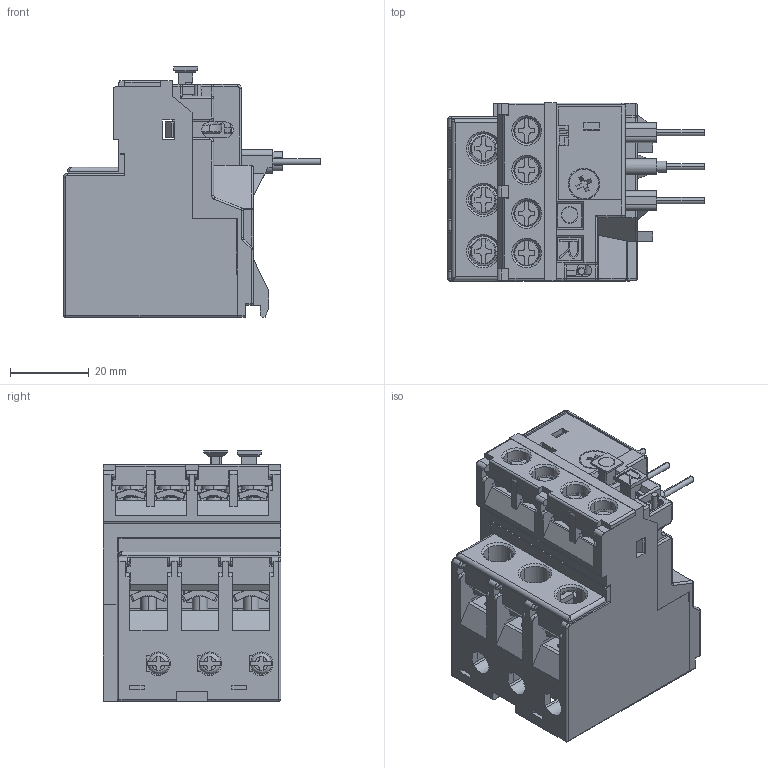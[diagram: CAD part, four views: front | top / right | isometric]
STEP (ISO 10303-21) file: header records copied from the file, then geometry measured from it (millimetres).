
FILE_DESCRIPTION(/* description */ (''),/* implementation_level */ '2;1');
FILE_NAME(/* name */ '3d_RF12.stp',/* time_stamp */ '2023-07-10T11:01:35+02:00',/* author */ (''),/* organization */ (''),/* preprocessor_version */ 'ST-DEVELOPER v16.7',/* originating_system */ 'SIEMENS PLM Software NX 12.0',/* authorisation */ '');
FILE_SCHEMA (('AUTOMOTIVE_DESIGN { 1 0 10303 214 3 1 1 1 }'));
Products named in the file (1): RuggDDF4E520koim
Bounding box: 65 x 45 x 63.5 mm (x, y, z)
Surface area: 41500.7 mm2 (no closed solid volume)
Topology: 0 solids, 23 shells, 1388 faces, 4829 edges, 3320 vertices
Faces by surface type: plane 879, cylinder 397, cone 65, bspline 32, sphere 14, torus 1
Entity records: 55653 total; most frequent: CARTESIAN_POINT 14713, ORIENTED_EDGE 8249, DIRECTION 8123, EDGE_CURVE 4810, LINE 3535, VECTOR 3535, VERTEX_POINT 3317, AXIS2_PLACEMENT_3D 2294
